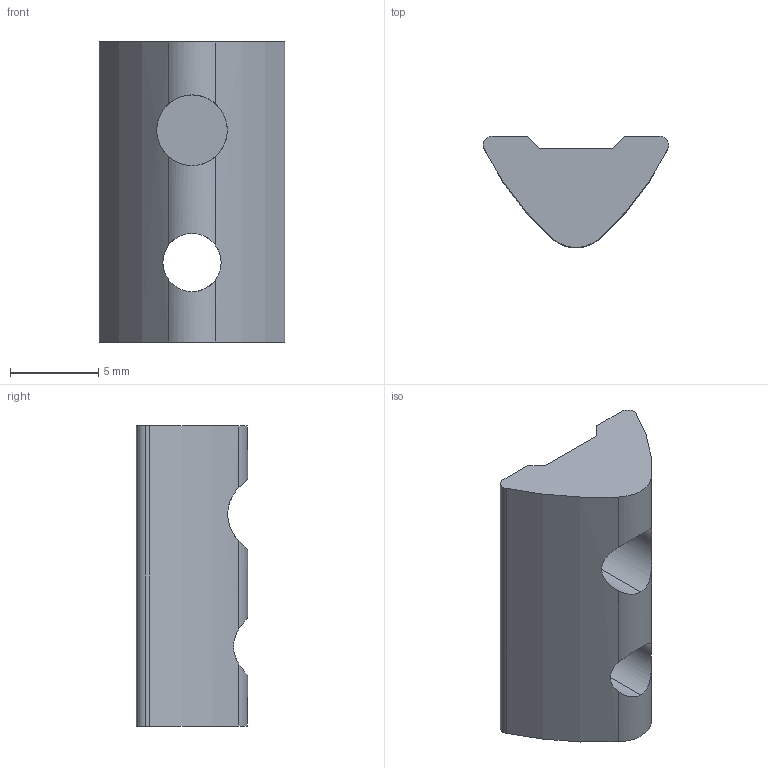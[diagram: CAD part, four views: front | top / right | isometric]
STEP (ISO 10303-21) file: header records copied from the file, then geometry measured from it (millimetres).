
FILE_DESCRIPTION (( 'STEP AP214' ), '1' );
FILE_NAME ('096234.STEP', '2014-08-18T07:34:02', ( '' ), ( '' ), 'SwSTEP 2.0', 'SolidWorks 2014', '' );
FILE_SCHEMA (( 'AUTOMOTIVE_DESIGN' ));
Length unit declared in the file: millimetre
Products named in the file (1): 096234
Bounding box: 10.5 x 6.3 x 17 mm (x, y, z)
Volume: 584.2 mm3; surface area: 650.3 mm2
Topology: 1 solids, 1 shells, 20 faces, 57 edges, 38 vertices
Faces by surface type: cylinder 12, plane 8
Entity records: 791 total; most frequent: CARTESIAN_POINT 218, ORIENTED_EDGE 114, DIRECTION 103, EDGE_CURVE 57, VERTEX_POINT 38, AXIS2_PLACEMENT_3D 37, VECTOR 29, LINE 29
